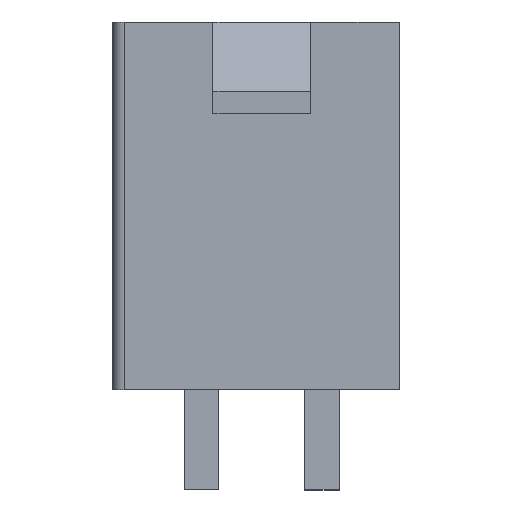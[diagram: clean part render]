
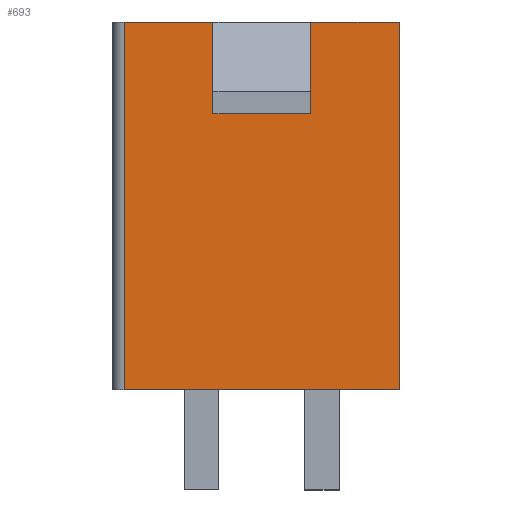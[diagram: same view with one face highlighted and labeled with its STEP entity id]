
A CAD part, top view. The second image highlights one B-rep face of the part: STEP entity #693.
In plain terms, the highlighted planar face has unit normal (0, 0, 1).
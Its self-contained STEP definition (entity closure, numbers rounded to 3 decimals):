
#101 = ORIENTED_EDGE ( 'NONE', *, *, #3014, .F. ) ;
#115 = LINE ( 'NONE', #1168, #2783 ) ;
#135 = VECTOR ( 'NONE', #900, 1000. ) ;
#144 = VECTOR ( 'NONE', #484, 1000. ) ;
#181 = VECTOR ( 'NONE', #1562, 1000. ) ;
#221 = LINE ( 'NONE', #2046, #144 ) ;
#238 = EDGE_CURVE ( 'NONE', #2369, #239, #221, .T. ) ;
#239 = VERTEX_POINT ( 'NONE', #1988 ) ;
#274 = ORIENTED_EDGE ( 'NONE', *, *, #1944, .T. ) ;
#305 = VERTEX_POINT ( 'NONE', #1182 ) ;
#433 = EDGE_CURVE ( 'NONE', #239, #787, #926, .T. ) ;
#479 = EDGE_CURVE ( 'NONE', #2027, #787, #677, .T. ) ;
#484 = DIRECTION ( 'NONE',  ( 1., 0., 0. ) ) ;
#646 = EDGE_CURVE ( 'NONE', #2479, #2027, #3223, .T. ) ;
#677 = LINE ( 'NONE', #1507, #2618 ) ;
#693 = ADVANCED_FACE ( 'NONE', ( #2933 ), #1307, .F. ) ;
#723 = CARTESIAN_POINT ( 'NONE',  ( -2.7, 12.8, 2.7 ) ) ;
#747 = ORIENTED_EDGE ( 'NONE', *, *, #433, .F. ) ;
#786 = LINE ( 'NONE', #894, #135 ) ;
#787 = VERTEX_POINT ( 'NONE', #2197 ) ;
#894 = CARTESIAN_POINT ( 'NONE',  ( -2.7, 12.8, 2.7 ) ) ;
#900 = DIRECTION ( 'NONE',  ( 0., -1., 0. ) ) ;
#926 = LINE ( 'NONE', #1037, #181 ) ;
#951 = LINE ( 'NONE', #723, #2147 ) ;
#1037 = CARTESIAN_POINT ( 'NONE',  ( 0.4, 9.6, 2.7 ) ) ;
#1068 = DIRECTION ( 'NONE',  ( -1., 0., 0. ) ) ;
#1168 = CARTESIAN_POINT ( 'NONE',  ( -2.7, 0., 2.7 ) ) ;
#1182 = CARTESIAN_POINT ( 'NONE',  ( 6.9, 12.8, 2.7 ) ) ;
#1288 = LINE ( 'NONE', #2133, #1894 ) ;
#1307 = PLANE ( 'NONE',  #3203 ) ;
#1336 = ORIENTED_EDGE ( 'NONE', *, *, #646, .T. ) ;
#1507 = CARTESIAN_POINT ( 'NONE',  ( 3.8, 9.6, 2.7 ) ) ;
#1562 = DIRECTION ( 'NONE',  ( 0., -1., 0. ) ) ;
#1574 = EDGE_CURVE ( 'NONE', #305, #3215, #1288, .T. ) ;
#1579 = ORIENTED_EDGE ( 'NONE', *, *, #1574, .F. ) ;
#1610 = DIRECTION ( 'NONE',  ( -1., 0., 0. ) ) ;
#1680 = ORIENTED_EDGE ( 'NONE', *, *, #238, .F. ) ;
#1691 = ORIENTED_EDGE ( 'NONE', *, *, #479, .T. ) ;
#1723 = EDGE_LOOP ( 'NONE', ( #747, #1680, #2017, #274, #1579, #101, #1336, #1691 ) ) ;
#1894 = VECTOR ( 'NONE', #2380, 1000. ) ;
#1944 = EDGE_CURVE ( 'NONE', #2513, #3215, #115, .T. ) ;
#1988 = CARTESIAN_POINT ( 'NONE',  ( 0.4, 12.8, 2.7 ) ) ;
#2017 = ORIENTED_EDGE ( 'NONE', *, *, #2466, .T. ) ;
#2027 = VERTEX_POINT ( 'NONE', #2975 ) ;
#2046 = CARTESIAN_POINT ( 'NONE',  ( -2.7, 12.8, 2.7 ) ) ;
#2056 = DIRECTION ( 'NONE',  ( 0., -1., 0. ) ) ;
#2069 = CARTESIAN_POINT ( 'NONE',  ( -2.7, 12.8, 2.7 ) ) ;
#2131 = CARTESIAN_POINT ( 'NONE',  ( -2.7, 12.8, 2.7 ) ) ;
#2133 = CARTESIAN_POINT ( 'NONE',  ( 6.9, 12.8, 2.7 ) ) ;
#2147 = VECTOR ( 'NONE', #2989, 1000. ) ;
#2197 = CARTESIAN_POINT ( 'NONE',  ( 0.4, 9.6, 2.7 ) ) ;
#2336 = CARTESIAN_POINT ( 'NONE',  ( 6.9, 0., 2.7 ) ) ;
#2369 = VERTEX_POINT ( 'NONE', #2131 ) ;
#2380 = DIRECTION ( 'NONE',  ( 0., -1., 0. ) ) ;
#2422 = DIRECTION ( 'NONE',  ( 1., 0., 0. ) ) ;
#2466 = EDGE_CURVE ( 'NONE', #2369, #2513, #786, .T. ) ;
#2479 = VERTEX_POINT ( 'NONE', #2925 ) ;
#2493 = VECTOR ( 'NONE', #2056, 1000. ) ;
#2513 = VERTEX_POINT ( 'NONE', #3176 ) ;
#2575 = DIRECTION ( 'NONE',  ( 0., 0., -1. ) ) ;
#2618 = VECTOR ( 'NONE', #1610, 1000. ) ;
#2783 = VECTOR ( 'NONE', #2422, 1000. ) ;
#2804 = CARTESIAN_POINT ( 'NONE',  ( 3.8, 9.6, 2.7 ) ) ;
#2925 = CARTESIAN_POINT ( 'NONE',  ( 3.8, 12.8, 2.7 ) ) ;
#2933 = FACE_OUTER_BOUND ( 'NONE', #1723, .T. ) ;
#2975 = CARTESIAN_POINT ( 'NONE',  ( 3.8, 9.6, 2.7 ) ) ;
#2989 = DIRECTION ( 'NONE',  ( 1., 0., 0. ) ) ;
#3014 = EDGE_CURVE ( 'NONE', #2479, #305, #951, .T. ) ;
#3176 = CARTESIAN_POINT ( 'NONE',  ( -2.7, 0., 2.7 ) ) ;
#3203 = AXIS2_PLACEMENT_3D ( 'NONE', #2069, #2575, #1068 ) ;
#3215 = VERTEX_POINT ( 'NONE', #2336 ) ;
#3223 = LINE ( 'NONE', #2804, #2493 ) ;
